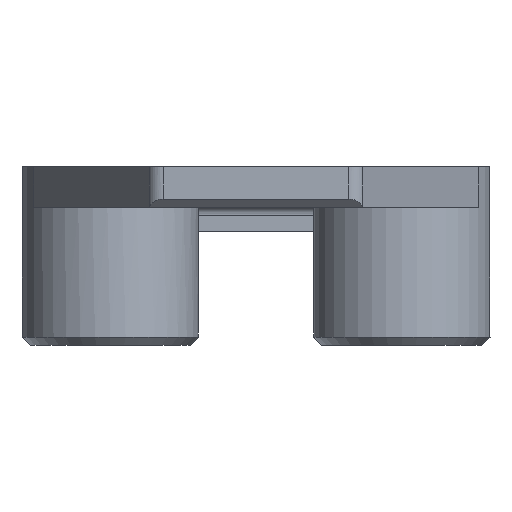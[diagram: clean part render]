
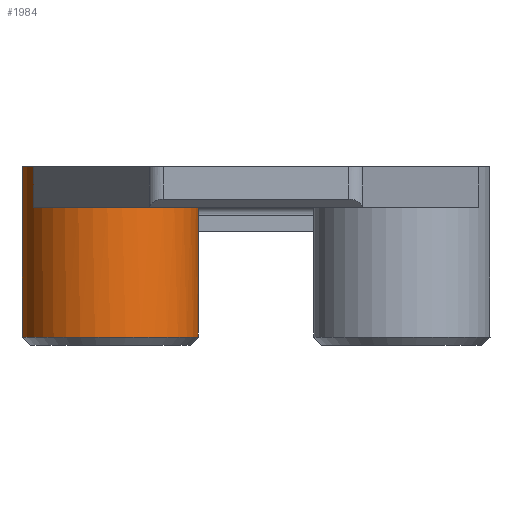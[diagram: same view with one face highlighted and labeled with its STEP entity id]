
A CAD part, front view. The second image highlights one B-rep face of the part: STEP entity #1984.
In plain terms, the highlighted cylindrical face has radius 11 mm (diameter 22 mm), a full revolution.
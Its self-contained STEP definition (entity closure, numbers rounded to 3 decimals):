
#177=FACE_OUTER_BOUND('',#312,.T.);
#312=EDGE_LOOP('',(#1570,#1571,#1572,#1573,#1574,#1575,#1576,#1577));
#389=CIRCLE('',#2070,11.);
#390=CIRCLE('',#2071,11.);
#424=CIRCLE('',#2123,11.);
#454=CIRCLE('',#2184,11.);
#530=LINE('',#3114,#712);
#560=LINE('',#3236,#742);
#561=LINE('',#3237,#743);
#712=VECTOR('',#2475,1000.);
#742=VECTOR('',#2605,11.);
#743=VECTOR('',#2606,1000.);
#854=VERTEX_POINT('',#2905);
#855=VERTEX_POINT('',#2907);
#856=VERTEX_POINT('',#2909);
#919=VERTEX_POINT('',#3076);
#920=VERTEX_POINT('',#3077);
#965=VERTEX_POINT('',#3234);
#1043=EDGE_CURVE('',#854,#855,#389,.T.);
#1044=EDGE_CURVE('',#855,#856,#390,.T.);
#1120=EDGE_CURVE('',#919,#920,#424,.T.);
#1139=EDGE_CURVE('',#919,#856,#530,.T.);
#1193=EDGE_CURVE('',#965,#965,#454,.T.);
#1194=EDGE_CURVE('',#965,#855,#560,.T.);
#1195=EDGE_CURVE('',#920,#854,#561,.T.);
#1570=ORIENTED_EDGE('',*,*,#1193,.F.);
#1571=ORIENTED_EDGE('',*,*,#1194,.T.);
#1572=ORIENTED_EDGE('',*,*,#1043,.F.);
#1573=ORIENTED_EDGE('',*,*,#1195,.F.);
#1574=ORIENTED_EDGE('',*,*,#1120,.F.);
#1575=ORIENTED_EDGE('',*,*,#1139,.T.);
#1576=ORIENTED_EDGE('',*,*,#1044,.F.);
#1577=ORIENTED_EDGE('',*,*,#1194,.F.);
#1922=CYLINDRICAL_SURFACE('',#2183,11.);
#1984=ADVANCED_FACE('',(#177),#1922,.T.);
#2070=AXIS2_PLACEMENT_3D('',#2908,#2300,#2301);
#2071=AXIS2_PLACEMENT_3D('',#2910,#2302,#2303);
#2123=AXIS2_PLACEMENT_3D('',#3078,#2442,#2443);
#2183=AXIS2_PLACEMENT_3D('',#3233,#2601,#2602);
#2184=AXIS2_PLACEMENT_3D('',#3235,#2603,#2604);
#2300=DIRECTION('center_axis',(0.,0.,1.));
#2301=DIRECTION('ref_axis',(1.,0.,0.));
#2302=DIRECTION('center_axis',(0.,0.,1.));
#2303=DIRECTION('ref_axis',(1.,0.,0.));
#2442=DIRECTION('center_axis',(0.,0.,1.));
#2443=DIRECTION('ref_axis',(1.,0.,0.));
#2475=DIRECTION('',(0.,0.,1.));
#2601=DIRECTION('center_axis',(0.,0.,-1.));
#2602=DIRECTION('ref_axis',(1.,0.,0.));
#2603=DIRECTION('center_axis',(0.,0.,-1.));
#2604=DIRECTION('ref_axis',(1.,0.,0.));
#2605=DIRECTION('',(0.,0.,1.));
#2606=DIRECTION('',(0.,0.,1.));
#2905=CARTESIAN_POINT('',(-17.66,61.433,23.));
#2907=CARTESIAN_POINT('',(-24.623,51.201,23.));
#2908=CARTESIAN_POINT('Origin',(-13.623,51.201,23.));
#2909=CARTESIAN_POINT('',(-23.147,45.697,23.));
#2910=CARTESIAN_POINT('Origin',(-13.623,51.201,23.));
#3076=CARTESIAN_POINT('',(-23.147,45.697,18.));
#3077=CARTESIAN_POINT('',(-17.66,61.433,18.));
#3078=CARTESIAN_POINT('Origin',(-13.623,51.201,18.));
#3114=CARTESIAN_POINT('',(-23.147,45.697,18.));
#3233=CARTESIAN_POINT('Origin',(-13.623,51.201,18.));
#3234=CARTESIAN_POINT('',(-24.623,51.201,1.8));
#3235=CARTESIAN_POINT('Origin',(-13.623,51.201,1.8));
#3236=CARTESIAN_POINT('',(-24.623,51.201,18.));
#3237=CARTESIAN_POINT('',(-17.66,61.433,0.));
